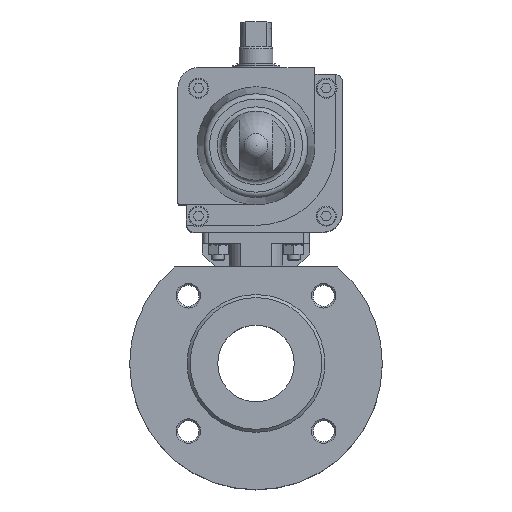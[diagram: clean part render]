
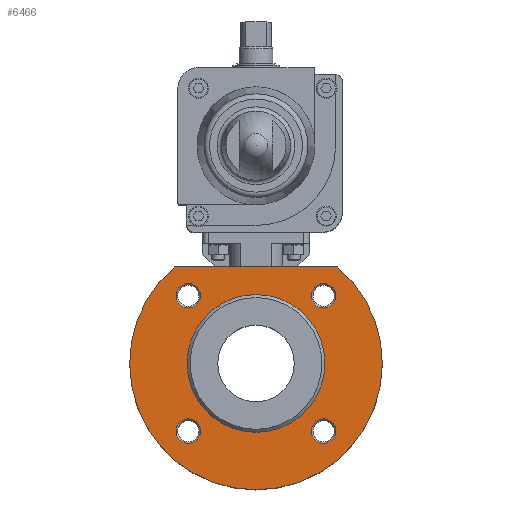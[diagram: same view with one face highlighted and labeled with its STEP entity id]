
A CAD part, top view. The second image highlights one B-rep face of the part: STEP entity #6466.
In plain terms, the highlighted face is planar.
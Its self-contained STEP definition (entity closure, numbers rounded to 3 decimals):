
#257=CIRCLE('',#6990,82.5);
#258=CIRCLE('',#6992,45.);
#259=CIRCLE('',#6993,8.);
#260=CIRCLE('',#6994,8.);
#261=CIRCLE('',#6995,8.);
#262=CIRCLE('',#6996,8.);
#794=ORIENTED_EDGE('',*,*,#2504,.F.);
#795=ORIENTED_EDGE('',*,*,#2505,.F.);
#796=ORIENTED_EDGE('',*,*,#2506,.F.);
#797=ORIENTED_EDGE('',*,*,#2507,.F.);
#798=ORIENTED_EDGE('',*,*,#2508,.F.);
#799=ORIENTED_EDGE('',*,*,#2468,.F.);
#800=ORIENTED_EDGE('',*,*,#2503,.T.);
#2468=EDGE_CURVE('',#3324,#3325,#3976,.T.);
#2503=EDGE_CURVE('',#3324,#3325,#257,.T.);
#2504=EDGE_CURVE('',#3350,#3350,#258,.T.);
#2505=EDGE_CURVE('',#3351,#3351,#259,.T.);
#2506=EDGE_CURVE('',#3352,#3352,#260,.T.);
#2507=EDGE_CURVE('',#3353,#3353,#261,.T.);
#2508=EDGE_CURVE('',#3354,#3354,#262,.T.);
#3324=VERTEX_POINT('',#9859);
#3325=VERTEX_POINT('',#9861);
#3350=VERTEX_POINT('',#9928);
#3351=VERTEX_POINT('',#9930);
#3352=VERTEX_POINT('',#9932);
#3353=VERTEX_POINT('',#9934);
#3354=VERTEX_POINT('',#9936);
#3976=LINE('',#9860,#4514);
#4514=VECTOR('',#7808,1000.);
#5010=EDGE_LOOP('',(#794));
#5011=EDGE_LOOP('',(#795));
#5012=EDGE_LOOP('',(#796));
#5013=EDGE_LOOP('',(#797));
#5014=EDGE_LOOP('',(#798));
#5015=EDGE_LOOP('',(#799,#800));
#5626=FACE_BOUND('',#5010,.T.);
#5627=FACE_BOUND('',#5011,.T.);
#5628=FACE_BOUND('',#5012,.T.);
#5629=FACE_BOUND('',#5013,.T.);
#5630=FACE_BOUND('',#5014,.T.);
#5631=FACE_BOUND('',#5015,.T.);
#6239=PLANE('',#6991);
#6466=ADVANCED_FACE('',(#5626,#5627,#5628,#5629,#5630,#5631),#6239,.F.);
#6990=AXIS2_PLACEMENT_3D('',#9925,#7874,#7875);
#6991=AXIS2_PLACEMENT_3D('',#9926,#7876,#7877);
#6992=AXIS2_PLACEMENT_3D('',#9927,#7878,#7879);
#6993=AXIS2_PLACEMENT_3D('',#9929,#7880,#7881);
#6994=AXIS2_PLACEMENT_3D('',#9931,#7882,#7883);
#6995=AXIS2_PLACEMENT_3D('',#9933,#7884,#7885);
#6996=AXIS2_PLACEMENT_3D('',#9935,#7886,#7887);
#7808=DIRECTION('',(-1.,0.,0.));
#7874=DIRECTION('',(0.,0.,-1.));
#7875=DIRECTION('',(-1.,0.,0.));
#7876=DIRECTION('',(0.,0.,1.));
#7877=DIRECTION('',(1.,0.,0.));
#7878=DIRECTION('',(0.,0.,-1.));
#7879=DIRECTION('',(-1.,0.,0.));
#7880=DIRECTION('',(0.,0.,-1.));
#7881=DIRECTION('',(-1.,0.,0.));
#7882=DIRECTION('',(0.,0.,-1.));
#7883=DIRECTION('',(-1.,0.,0.));
#7884=DIRECTION('',(0.,0.,-1.));
#7885=DIRECTION('',(-1.,0.,0.));
#7886=DIRECTION('',(0.,0.,-1.));
#7887=DIRECTION('',(-1.,0.,0.));
#9859=CARTESIAN_POINT('',(53.266,63.,-37.));
#9860=CARTESIAN_POINT('',(0.,63.,-37.));
#9861=CARTESIAN_POINT('',(-53.266,63.,-37.));
#9925=CARTESIAN_POINT('',(0.,0.,-37.));
#9926=CARTESIAN_POINT('',(0.,82.5,-37.));
#9927=CARTESIAN_POINT('',(0.,0.,-37.));
#9928=CARTESIAN_POINT('',(-45.,0.,-37.));
#9929=CARTESIAN_POINT('',(44.194,44.194,-37.));
#9930=CARTESIAN_POINT('',(36.194,44.194,-37.));
#9931=CARTESIAN_POINT('',(44.194,-44.194,-37.));
#9932=CARTESIAN_POINT('',(36.194,-44.194,-37.));
#9933=CARTESIAN_POINT('',(-44.194,-44.194,-37.));
#9934=CARTESIAN_POINT('',(-52.194,-44.194,-37.));
#9935=CARTESIAN_POINT('',(-44.194,44.194,-37.));
#9936=CARTESIAN_POINT('',(-52.194,44.194,-37.));
